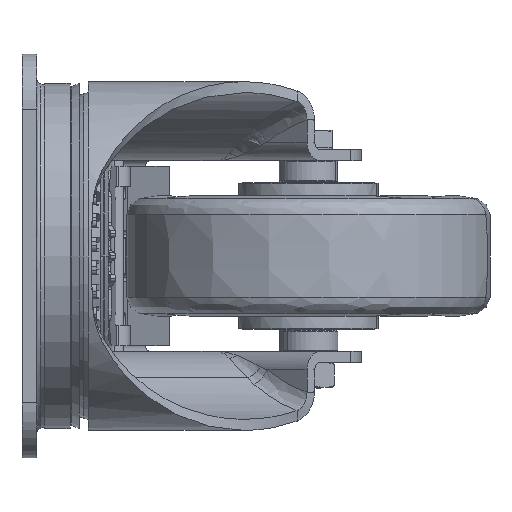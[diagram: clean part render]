
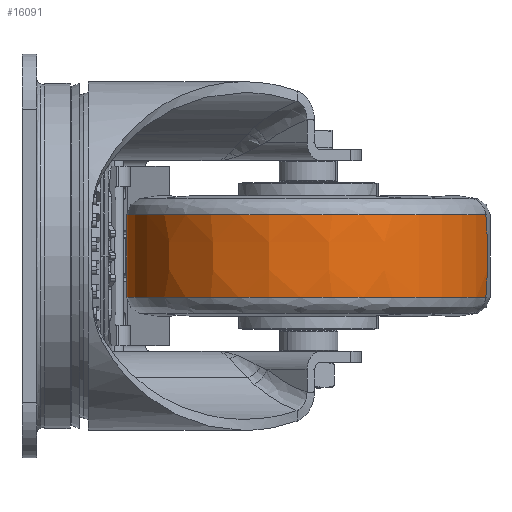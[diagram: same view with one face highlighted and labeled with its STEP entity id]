
A CAD part, left-side view. The second image highlights one B-rep face of the part: STEP entity #16091.
In plain terms, the highlighted free-form (B-spline) face has degree [3, 3] with [4, 4] control points.
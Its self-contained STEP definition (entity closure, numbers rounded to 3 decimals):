
#888 = DIRECTION ( 'NONE',  ( 0., 0., 1. ) ) ;
#1445 = CARTESIAN_POINT ( 'NONE',  ( -42.123, -7.328, 3.762 ) ) ;
#5123 = ORIENTED_EDGE ( 'NONE', *, *, #28360, .T. ) ;
#5472 = EDGE_LOOP ( 'NONE', ( #53245, #5123, #26466, #14088 ) ) ;
#6598 = CARTESIAN_POINT ( 'NONE',  ( 34.302, -126.322, 11.255 ) ) ;
#7762 = CIRCLE ( 'NONE', #13058, 49.492 ) ;
#8047 = AXIS2_PLACEMENT_3D ( 'NONE', #12185, #48338, #17350 ) ;
#11587 = CARTESIAN_POINT ( 'NONE',  ( -62.342, -104.927, -11.255 ) ) ;
#11813 = CARTESIAN_POINT ( 'NONE',  ( -40.947, -8.282, 11.255 ) ) ;
#12185 = CARTESIAN_POINT ( 'NONE',  ( 28.789, -151.227, 0. ) ) ;
#12926 = CARTESIAN_POINT ( 'NONE',  ( 55.698, -29.678, -11.255 ) ) ;
#13058 = AXIS2_PLACEMENT_3D ( 'NONE', #26974, #63143, #32198 ) ;
#13966 = CIRCLE ( 'NONE', #63068, 49.492 ) ;
#14088 = ORIENTED_EDGE ( 'NONE', *, *, #48418, .F. ) ;
#15744 = EDGE_CURVE ( 'NONE', #25028, #27405, #7762, .T. ) ;
#16091 = ADVANCED_FACE ( 'NONE', ( #21542 ), #49215, .T. ) ;
#16753 = CARTESIAN_POINT ( 'NONE',  ( 55.698, -29.678, -11.255 ) ) ;
#17350 = DIRECTION ( 'NONE',  ( 0.216, 0.976, 0. ) ) ;
#20700 = CARTESIAN_POINT ( 'NONE',  ( 55.698, -29.678, 11.255 ) ) ;
#21542 = FACE_OUTER_BOUND ( 'NONE', #5472, .T. ) ;
#21944 = CARTESIAN_POINT ( 'NONE',  ( -63.812, -105.296, -3.762 ) ) ;
#24073 = CARTESIAN_POINT ( 'NONE',  ( 34.302, -126.322, 11.255 ) ) ;
#24369 = CARTESIAN_POINT ( 'NONE',  ( 61.211, -4.773, 0. ) ) ;
#24801 = EDGE_CURVE ( 'NONE', #52318, #62140, #13966, .T. ) ;
#25028 = VERTEX_POINT ( 'NONE', #24073 ) ;
#26466 = ORIENTED_EDGE ( 'NONE', *, *, #15744, .T. ) ;
#26974 = CARTESIAN_POINT ( 'NONE',  ( 45., -78., 11.255 ) ) ;
#27136 = CARTESIAN_POINT ( 'NONE',  ( 55.844, -29.016, -3.762 ) ) ;
#27405 = VERTEX_POINT ( 'NONE', #20700 ) ;
#28360 = EDGE_CURVE ( 'NONE', #62140, #25028, #65217, .T. ) ;
#29568 = DIRECTION ( 'NONE',  ( -0.216, -0.976, 0. ) ) ;
#31805 = CARTESIAN_POINT ( 'NONE',  ( 45., -78., -11.255 ) ) ;
#32198 = DIRECTION ( 'NONE',  ( 0.216, 0.976, 0. ) ) ;
#32361 = CARTESIAN_POINT ( 'NONE',  ( -63.812, -105.296, 3.762 ) ) ;
#36775 = CIRCLE ( 'NONE', #8047, 125. ) ;
#37028 = DIRECTION ( 'NONE',  ( 0.216, 0.976, 0. ) ) ;
#37144 = CARTESIAN_POINT ( 'NONE',  ( 34.302, -126.322, -11.255 ) ) ;
#37584 = CARTESIAN_POINT ( 'NONE',  ( 55.844, -29.016, 3.762 ) ) ;
#37892 = AXIS2_PLACEMENT_3D ( 'NONE', #24369, #60571, #29568 ) ;
#42739 = CARTESIAN_POINT ( 'NONE',  ( -62.342, -104.927, 11.255 ) ) ;
#47751 = CARTESIAN_POINT ( 'NONE',  ( -40.947, -8.282, -11.255 ) ) ;
#47960 = CARTESIAN_POINT ( 'NONE',  ( 55.698, -29.678, 11.255 ) ) ;
#48338 = DIRECTION ( 'NONE',  ( 0.976, -0.216, 0. ) ) ;
#48418 = EDGE_CURVE ( 'NONE', #52318, #27405, #36775, .T. ) ;
#49215 =( BOUNDED_SURFACE ( )  B_SPLINE_SURFACE ( 3, 3, ( 
 ( #37144, #11587, #47751, #16753 ),
 ( #52917, #21944, #58113, #27136 ),
 ( #63310, #32361, #1445, #37584 ),
 ( #6598, #42739, #11813, #47960 ) ),
 .UNSPECIFIED., .F., .F., .F. ) 
 B_SPLINE_SURFACE_WITH_KNOTS ( ( 4, 4 ),
 ( 4, 4 ),
 ( 0., 1. ),
 ( 0., 1. ),
 .UNSPECIFIED. ) 
 GEOMETRIC_REPRESENTATION_ITEM ( )  RATIONAL_B_SPLINE_SURFACE ( (
 ( 1., 0.333, 0.333, 1.),
 ( 0.997, 0.332, 0.332, 0.997),
 ( 0.997, 0.332, 0.332, 0.997),
 ( 1., 0.333, 0.333, 1.) ) ) 
 REPRESENTATION_ITEM ( '' )  SURFACE ( )  );
#51592 = CARTESIAN_POINT ( 'NONE',  ( 34.302, -126.322, -11.255 ) ) ;
#52318 = VERTEX_POINT ( 'NONE', #12926 ) ;
#52917 = CARTESIAN_POINT ( 'NONE',  ( 34.156, -126.984, -3.762 ) ) ;
#53245 = ORIENTED_EDGE ( 'NONE', *, *, #24801, .T. ) ;
#58113 = CARTESIAN_POINT ( 'NONE',  ( -42.123, -7.328, -3.762 ) ) ;
#60571 = DIRECTION ( 'NONE',  ( -0.976, 0.216, 0. ) ) ;
#62140 = VERTEX_POINT ( 'NONE', #51592 ) ;
#63068 = AXIS2_PLACEMENT_3D ( 'NONE', #31805, #888, #37028 ) ;
#63143 = DIRECTION ( 'NONE',  ( 0., 0., -1. ) ) ;
#63310 = CARTESIAN_POINT ( 'NONE',  ( 34.156, -126.984, 3.762 ) ) ;
#65217 = CIRCLE ( 'NONE', #37892, 125. ) ;
